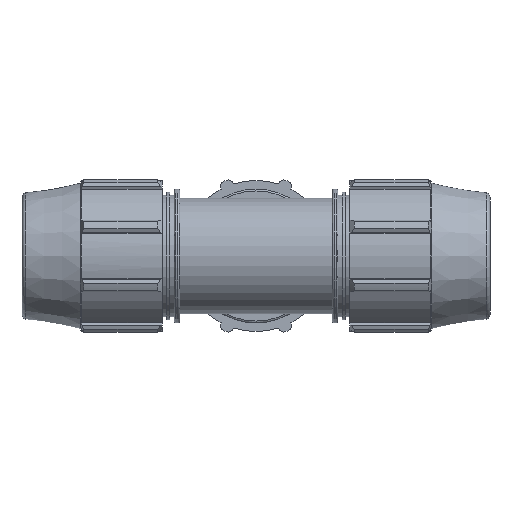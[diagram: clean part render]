
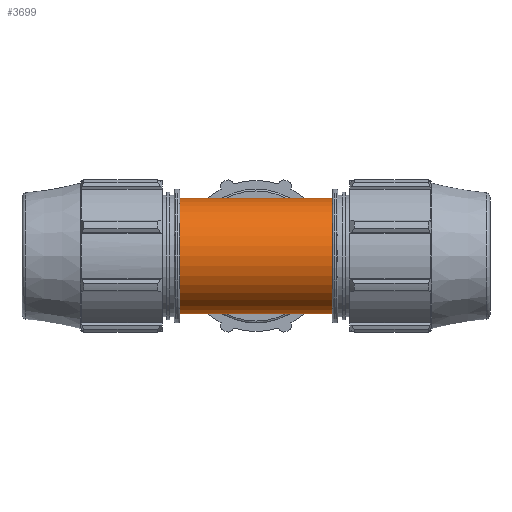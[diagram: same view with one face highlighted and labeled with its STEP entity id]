
A CAD part, front view. The second image highlights one B-rep face of the part: STEP entity #3699.
In plain terms, the highlighted cylindrical face has radius 54.15 mm (diameter 108.3 mm), a full revolution.
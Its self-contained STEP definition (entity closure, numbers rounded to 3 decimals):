
#823=CYLINDRICAL_SURFACE('',#3947,54.15);
#902=FACE_BOUND('',#1393,.T.);
#903=FACE_BOUND('',#1394,.T.);
#956=CIRCLE('',#3920,54.15);
#962=CIRCLE('',#3931,54.15);
#1151=FACE_OUTER_BOUND('',#1392,.T.);
#1392=EDGE_LOOP('',(#2622));
#1393=EDGE_LOOP('',(#2623,#2624));
#1394=EDGE_LOOP('',(#2625));
#1653=ELLIPSE('',#3911,79.825,54.15);
#1655=ELLIPSE('',#3913,79.825,54.15);
#1658=VERTEX_POINT('',#5477);
#1659=VERTEX_POINT('',#5478);
#1663=VERTEX_POINT('',#5562);
#1669=VERTEX_POINT('',#5579);
#2043=EDGE_CURVE('',#1659,#1658,#1653,.T.);
#2045=EDGE_CURVE('',#1658,#1659,#1655,.T.);
#2049=EDGE_CURVE('',#1663,#1663,#956,.T.);
#2055=EDGE_CURVE('',#1669,#1669,#962,.T.);
#2622=ORIENTED_EDGE('',*,*,#2049,.F.);
#2623=ORIENTED_EDGE('',*,*,#2045,.F.);
#2624=ORIENTED_EDGE('',*,*,#2043,.F.);
#2625=ORIENTED_EDGE('',*,*,#2055,.F.);
#3699=ADVANCED_FACE('',(#1151,#902,#903),#823,.T.);
#3911=AXIS2_PLACEMENT_3D('',#5480,#4316,#4317);
#3913=AXIS2_PLACEMENT_3D('',#5552,#4320,#4321);
#3920=AXIS2_PLACEMENT_3D('',#5563,#4334,#4335);
#3931=AXIS2_PLACEMENT_3D('',#5580,#4356,#4357);
#3947=AXIS2_PLACEMENT_3D('',#5604,#4388,#4389);
#4316=DIRECTION('center_axis',(-0.678,0.735,0.));
#4317=DIRECTION('ref_axis',(0.735,0.678,0.));
#4320=DIRECTION('center_axis',(0.678,0.735,0.));
#4321=DIRECTION('ref_axis',(-0.735,0.678,0.));
#4334=DIRECTION('center_axis',(1.,0.,0.));
#4335=DIRECTION('ref_axis',(0.,0.,-1.));
#4356=DIRECTION('center_axis',(-1.,0.,0.));
#4357=DIRECTION('ref_axis',(0.,0.,-1.));
#4388=DIRECTION('center_axis',(-1.,0.,0.));
#4389=DIRECTION('ref_axis',(0.,-1.,0.));
#5477=CARTESIAN_POINT('',(0.,0.,-54.15));
#5478=CARTESIAN_POINT('',(0.,0.,54.15));
#5480=CARTESIAN_POINT('Origin',(0.,0.,0.));
#5552=CARTESIAN_POINT('Origin',(0.,0.,0.));
#5562=CARTESIAN_POINT('',(71.3,54.15,0.));
#5563=CARTESIAN_POINT('Origin',(71.3,0.,0.));
#5579=CARTESIAN_POINT('',(-71.3,-54.15,0.));
#5580=CARTESIAN_POINT('Origin',(-71.3,0.,0.));
#5604=CARTESIAN_POINT('Origin',(-63.15,0.,0.));
